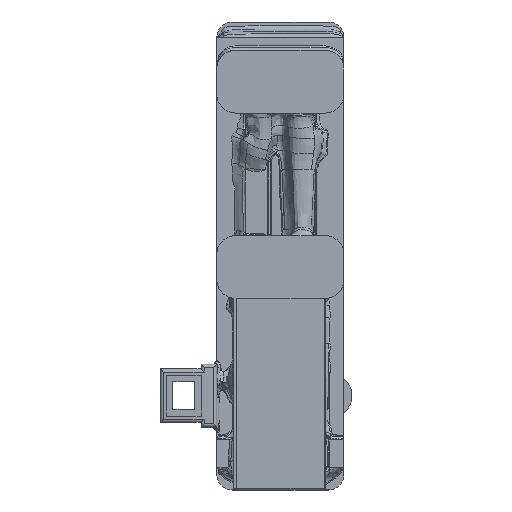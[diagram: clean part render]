
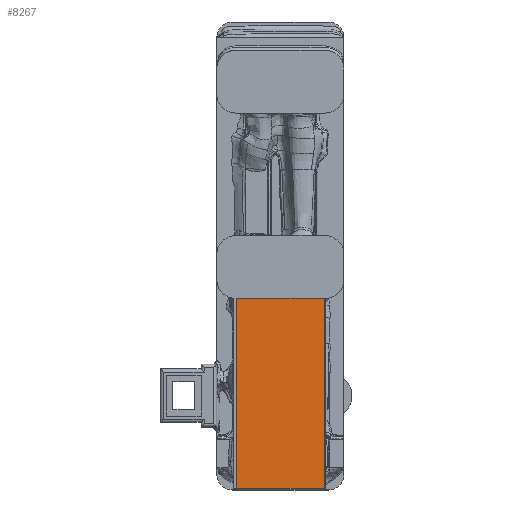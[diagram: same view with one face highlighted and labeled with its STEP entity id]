
A CAD part, top view. The second image highlights one B-rep face of the part: STEP entity #8267.
In plain terms, the highlighted planar face has unit normal (0, 0, 1).
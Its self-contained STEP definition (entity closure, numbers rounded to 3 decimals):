
#505=FACE_OUTER_BOUND('',#1023,.T.);
#1023=EDGE_LOOP('',(#5649,#5650,#5651,#5652,#5653,#5654));
#2590=LINE('',#15617,#2897);
#2595=LINE('',#15810,#2902);
#2596=LINE('',#15812,#2903);
#2597=LINE('',#15814,#2904);
#2598=LINE('',#15815,#2905);
#2599=LINE('',#15816,#2906);
#2897=VECTOR('',#9136,10.);
#2902=VECTOR('',#9145,10.);
#2903=VECTOR('',#9146,10.);
#2904=VECTOR('',#9147,10.);
#2905=VECTOR('',#9148,10.);
#2906=VECTOR('',#9149,10.);
#3330=VERTEX_POINT('',#15614);
#3331=VERTEX_POINT('',#15616);
#3332=VERTEX_POINT('',#15618);
#3347=VERTEX_POINT('',#15809);
#3348=VERTEX_POINT('',#15811);
#3349=VERTEX_POINT('',#15813);
#4212=EDGE_CURVE('',#3330,#3331,#2590,.T.);
#4232=EDGE_CURVE('',#3347,#3330,#2595,.T.);
#4233=EDGE_CURVE('',#3348,#3347,#2596,.T.);
#4234=EDGE_CURVE('',#3349,#3348,#2597,.T.);
#4235=EDGE_CURVE('',#3332,#3349,#2598,.T.);
#4236=EDGE_CURVE('',#3331,#3332,#2599,.T.);
#5649=ORIENTED_EDGE('',*,*,#4212,.F.);
#5650=ORIENTED_EDGE('',*,*,#4232,.F.);
#5651=ORIENTED_EDGE('',*,*,#4233,.F.);
#5652=ORIENTED_EDGE('',*,*,#4234,.F.);
#5653=ORIENTED_EDGE('',*,*,#4235,.F.);
#5654=ORIENTED_EDGE('',*,*,#4236,.F.);
#8099=PLANE('',#8791);
#8267=ADVANCED_FACE('',(#505),#8099,.T.);
#8791=AXIS2_PLACEMENT_3D('',#15808,#9143,#9144);
#9136=DIRECTION('',(0.,-1.,0.));
#9143=DIRECTION('center_axis',(0.,0.,1.));
#9144=DIRECTION('ref_axis',(0.,1.,0.));
#9145=DIRECTION('',(1.,0.,0.));
#9146=DIRECTION('',(0.,1.,0.));
#9147=DIRECTION('',(0.,1.,0.));
#9148=DIRECTION('',(-1.,0.,0.));
#9149=DIRECTION('',(0.,-1.,0.));
#15614=CARTESIAN_POINT('',(34.25,61.,7.));
#15616=CARTESIAN_POINT('',(34.25,3.301,7.));
#15617=CARTESIAN_POINT('',(34.25,0.,7.));
#15618=CARTESIAN_POINT('',(34.25,0.5,7.));
#15808=CARTESIAN_POINT('Origin',(40.5,7.,7.));
#15809=CARTESIAN_POINT('',(6.25,61.,7.));
#15810=CARTESIAN_POINT('',(34.25,61.,7.));
#15811=CARTESIAN_POINT('',(6.25,0.863,7.));
#15812=CARTESIAN_POINT('',(6.25,61.,7.));
#15813=CARTESIAN_POINT('',(6.25,0.5,7.));
#15814=CARTESIAN_POINT('',(6.25,15.25,7.));
#15815=CARTESIAN_POINT('',(27.25,0.5,7.));
#15816=CARTESIAN_POINT('',(34.25,45.75,7.));
